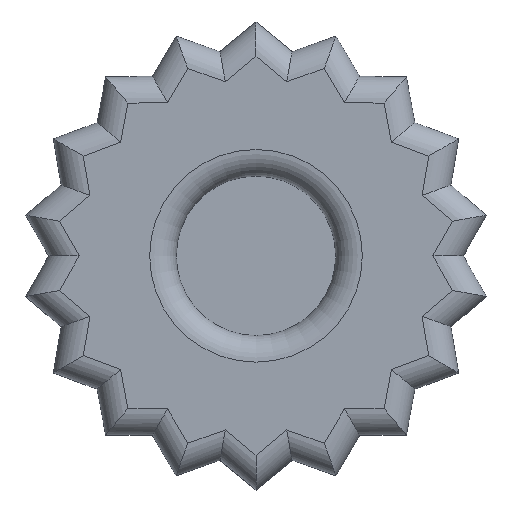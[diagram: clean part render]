
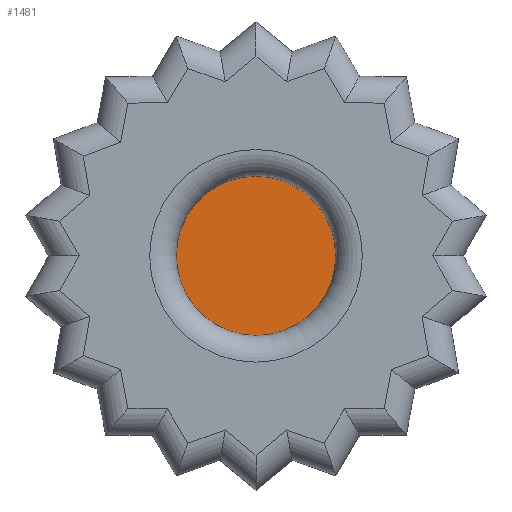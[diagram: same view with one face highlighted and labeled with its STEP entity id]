
A CAD part, top view. The second image highlights one B-rep face of the part: STEP entity #1481.
In plain terms, the highlighted planar face has unit normal (0, 0, 1).
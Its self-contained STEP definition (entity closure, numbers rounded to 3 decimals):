
#21=CIRCLE('',#1591,3.);
#71=PLANE('',#1624);
#157=FACE_OUTER_BOUND('',#246,.T.);
#246=EDGE_LOOP('',(#1356));
#704=VERTEX_POINT('',#2345);
#885=EDGE_CURVE('',#704,#704,#21,.T.);
#1356=ORIENTED_EDGE('',*,*,#885,.T.);
#1481=ADVANCED_FACE('',(#157),#71,.T.);
#1591=AXIS2_PLACEMENT_3D('',#2347,#1925,#1926);
#1624=AXIS2_PLACEMENT_3D('',#2468,#2046,#2047);
#1925=DIRECTION('center_axis',(0.,0.,1.));
#1926=DIRECTION('ref_axis',(1.,0.,0.));
#2046=DIRECTION('center_axis',(0.,0.,1.));
#2047=DIRECTION('ref_axis',(1.,0.,0.));
#2345=CARTESIAN_POINT('',(3.,0.,4.5));
#2347=CARTESIAN_POINT('Origin',(0.,0.,4.5));
#2468=CARTESIAN_POINT('Origin',(0.,0.,4.5));
